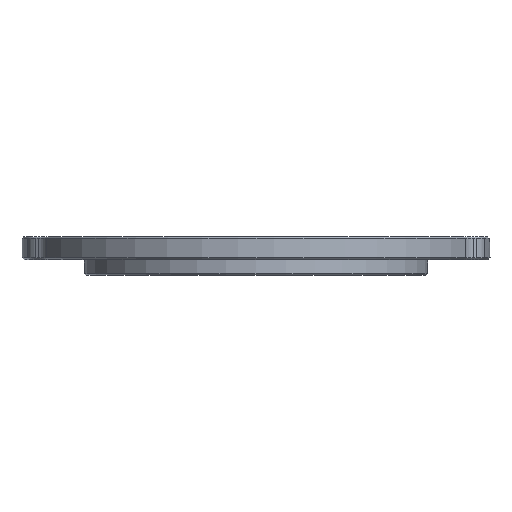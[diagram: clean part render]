
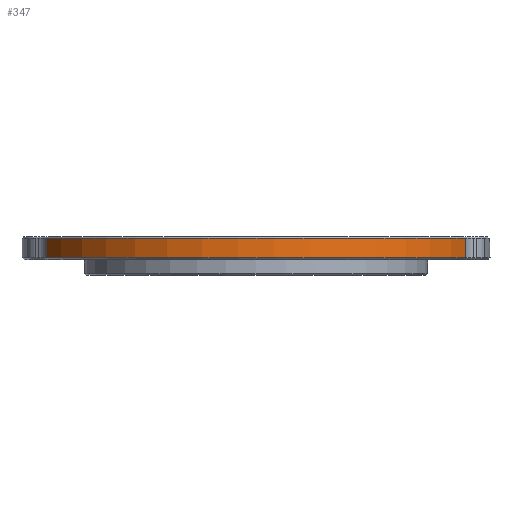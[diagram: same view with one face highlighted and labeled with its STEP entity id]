
A CAD part, front view. The second image highlights one B-rep face of the part: STEP entity #347.
In plain terms, the highlighted cylindrical face has radius 57.15 mm (diameter 114.3 mm), a partial arc.
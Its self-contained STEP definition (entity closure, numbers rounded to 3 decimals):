
#18 = CARTESIAN_POINT ( 'NONE',  ( 0., 0., 6. ) ) ;
#96 = DIRECTION ( 'NONE',  ( 1., 0., 0. ) ) ;
#142 = CARTESIAN_POINT ( 'NONE',  ( -53.872, -19.077, 5.5 ) ) ;
#149 = DIRECTION ( 'NONE',  ( 1., 0., 0. ) ) ;
#160 = CARTESIAN_POINT ( 'NONE',  ( 53.872, -19.077, 6. ) ) ;
#347 = ADVANCED_FACE ( 'NONE', ( #2067 ), #599, .T. ) ;
#351 = DIRECTION ( 'NONE',  ( 0., 0., 1. ) ) ;
#355 = VERTEX_POINT ( 'NONE', #2107 ) ;
#399 = EDGE_CURVE ( 'NONE', #1399, #2452, #627, .T. ) ;
#497 = DIRECTION ( 'NONE',  ( 0., 0., -1. ) ) ;
#599 = CYLINDRICAL_SURFACE ( 'NONE', #672, 57.15 ) ;
#627 = CIRCLE ( 'NONE', #2106, 57.15 ) ;
#653 = DIRECTION ( 'NONE',  ( -1., 0., 0. ) ) ;
#667 = VERTEX_POINT ( 'NONE', #1015 ) ;
#672 = AXIS2_PLACEMENT_3D ( 'NONE', #18, #2531, #653 ) ;
#766 = AXIS2_PLACEMENT_3D ( 'NONE', #1640, #797, #149 ) ;
#797 = DIRECTION ( 'NONE',  ( 0., 0., 1. ) ) ;
#1015 = CARTESIAN_POINT ( 'NONE',  ( -53.872, -19.077, 0.5 ) ) ;
#1250 = EDGE_CURVE ( 'NONE', #667, #355, #1937, .T. ) ;
#1265 = ORIENTED_EDGE ( 'NONE', *, *, #399, .T. ) ;
#1399 = VERTEX_POINT ( 'NONE', #2542 ) ;
#1517 = EDGE_LOOP ( 'NONE', ( #2333, #2018, #1734, #1265 ) ) ;
#1556 = LINE ( 'NONE', #1951, #2646 ) ;
#1607 = EDGE_CURVE ( 'NONE', #2452, #667, #1556, .T. ) ;
#1640 = CARTESIAN_POINT ( 'NONE',  ( 0., 0., 0.5 ) ) ;
#1681 = VECTOR ( 'NONE', #351, 1000. ) ;
#1734 = ORIENTED_EDGE ( 'NONE', *, *, #2441, .T. ) ;
#1744 = DIRECTION ( 'NONE',  ( 0., 0., -1. ) ) ;
#1937 = CIRCLE ( 'NONE', #766, 57.15 ) ;
#1951 = CARTESIAN_POINT ( 'NONE',  ( -53.872, -19.077, 6. ) ) ;
#2018 = ORIENTED_EDGE ( 'NONE', *, *, #1250, .T. ) ;
#2067 = FACE_OUTER_BOUND ( 'NONE', #1517, .T. ) ;
#2106 = AXIS2_PLACEMENT_3D ( 'NONE', #2132, #497, #96 ) ;
#2107 = CARTESIAN_POINT ( 'NONE',  ( 53.872, -19.077, 0.5 ) ) ;
#2132 = CARTESIAN_POINT ( 'NONE',  ( 0., 0., 5.5 ) ) ;
#2232 = LINE ( 'NONE', #160, #1681 ) ;
#2333 = ORIENTED_EDGE ( 'NONE', *, *, #1607, .T. ) ;
#2441 = EDGE_CURVE ( 'NONE', #355, #1399, #2232, .T. ) ;
#2452 = VERTEX_POINT ( 'NONE', #142 ) ;
#2531 = DIRECTION ( 'NONE',  ( 0., 0., -1. ) ) ;
#2542 = CARTESIAN_POINT ( 'NONE',  ( 53.872, -19.077, 5.5 ) ) ;
#2646 = VECTOR ( 'NONE', #1744, 1000. ) ;
